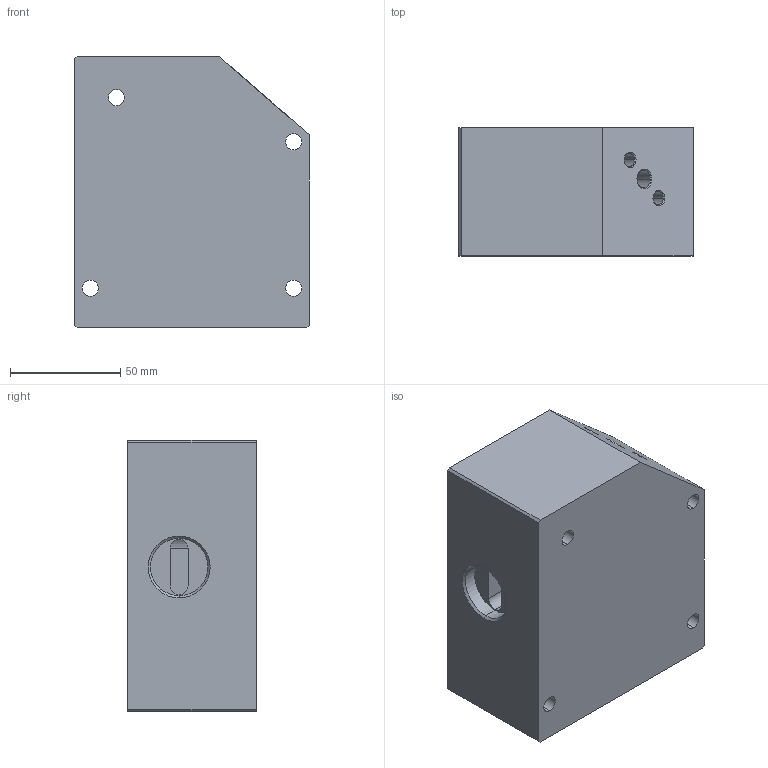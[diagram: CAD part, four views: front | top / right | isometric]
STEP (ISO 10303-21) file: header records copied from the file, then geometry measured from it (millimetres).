
FILE_DESCRIPTION (( 'STEP AP203' ), '1' );
FILE_NAME ('main_block_all.STEP', '2015-10-12T23:42:44', ( '' ), ( '' ), 'SwSTEP 2.0', 'SolidWorks 2015', '' );
FILE_SCHEMA (( 'CONFIG_CONTROL_DESIGN' ));
Length unit declared in the file: millimetre
Products named in the file (1): main_block_all
Bounding box: 106 x 58 x 123 mm (x, y, z)
Volume: 461008.3 mm3; surface area: 71144.3 mm2
Topology: 1 solids, 1 shells, 148 faces, 365 edges, 217 vertices
Faces by surface type: cylinder 65, plane 57, cone 26
Entity records: 4336 total; most frequent: DIRECTION 777, CARTESIAN_POINT 728, ORIENTED_EDGE 694, EDGE_CURVE 347, AXIS2_PLACEMENT_3D 286, VERTEX_POINT 217, LINE 205, VECTOR 205
